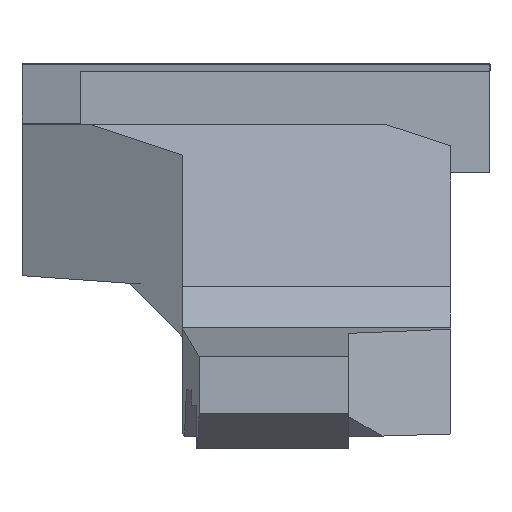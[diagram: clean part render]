
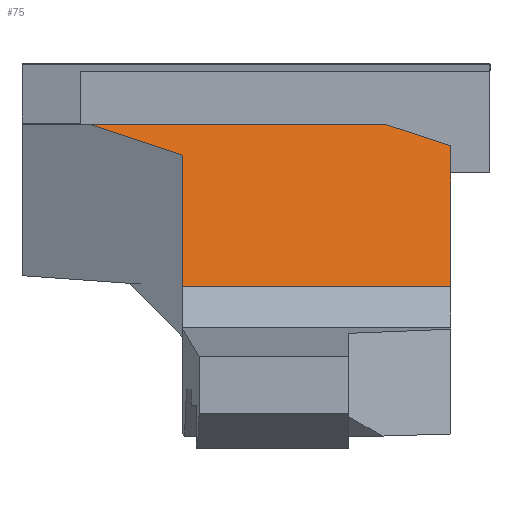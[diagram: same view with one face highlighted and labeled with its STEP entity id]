
A CAD part, front view. The second image highlights one B-rep face of the part: STEP entity #75.
In plain terms, the highlighted planar face has unit normal (0, -0.5, 0.866).
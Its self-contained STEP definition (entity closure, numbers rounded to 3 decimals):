
#75=ADVANCED_FACE('',(#169),#121,.F.);
#121=PLANE('',#1077);
#169=FACE_OUTER_BOUND('',#216,.T.);
#216=EDGE_LOOP('',(#361,#362,#363,#364,#365,#366));
#361=ORIENTED_EDGE('',*,*,#697,.F.);
#362=ORIENTED_EDGE('',*,*,#700,.F.);
#363=ORIENTED_EDGE('',*,*,#701,.F.);
#364=ORIENTED_EDGE('',*,*,#667,.T.);
#365=ORIENTED_EDGE('',*,*,#702,.F.);
#366=ORIENTED_EDGE('',*,*,#703,.F.);
#559=VERTEX_POINT('',#1430);
#560=VERTEX_POINT('',#1431);
#580=VERTEX_POINT('',#1492);
#581=VERTEX_POINT('',#1494);
#583=VERTEX_POINT('',#1500);
#584=VERTEX_POINT('',#1503);
#667=EDGE_CURVE('',#559,#560,#811,.T.);
#697=EDGE_CURVE('',#580,#581,#836,.T.);
#700=EDGE_CURVE('',#583,#580,#839,.T.);
#701=EDGE_CURVE('',#559,#583,#840,.T.);
#702=EDGE_CURVE('',#584,#560,#841,.T.);
#703=EDGE_CURVE('',#581,#584,#842,.T.);
#811=LINE('',#1429,#950);
#836=LINE('',#1493,#975);
#839=LINE('',#1499,#978);
#840=LINE('',#1501,#979);
#841=LINE('',#1502,#980);
#842=LINE('',#1504,#981);
#950=VECTOR('',#1170,1.);
#975=VECTOR('',#1221,1.);
#978=VECTOR('',#1226,1.);
#979=VECTOR('',#1227,1.);
#980=VECTOR('',#1228,1.);
#981=VECTOR('',#1229,1.);
#1077=AXIS2_PLACEMENT_3D('',#1505,#1230,#1231);
#1170=DIRECTION('',(1.,0.,0.));
#1221=DIRECTION('',(1.,0.,0.));
#1226=DIRECTION('',(-0.832,0.48,0.277));
#1227=DIRECTION('',(0.,0.866,0.5));
#1228=DIRECTION('',(0.,-0.866,-0.5));
#1229=DIRECTION('',(0.835,-0.476,-0.275));
#1230=DIRECTION('',(0.,0.5,-0.866));
#1231=DIRECTION('',(0.,0.866,0.5));
#1429=CARTESIAN_POINT('',(4.95,0.,2.15));
#1430=CARTESIAN_POINT('',(4.95,0.,2.15));
#1431=CARTESIAN_POINT('',(13.2,0.,2.15));
#1492=CARTESIAN_POINT('',(2.074,8.66,7.15));
#1493=CARTESIAN_POINT('',(2.074,8.66,7.15));
#1494=CARTESIAN_POINT('',(11.165,8.66,7.15));
#1499=CARTESIAN_POINT('',(4.95,7.,6.191));
#1500=CARTESIAN_POINT('',(4.95,7.,6.191));
#1501=CARTESIAN_POINT('',(4.95,0.,2.15));
#1502=CARTESIAN_POINT('',(13.2,7.5,6.48));
#1503=CARTESIAN_POINT('',(13.2,7.5,6.48));
#1504=CARTESIAN_POINT('',(11.165,8.66,7.15));
#1505=CARTESIAN_POINT('',(0.,0.,2.15));
